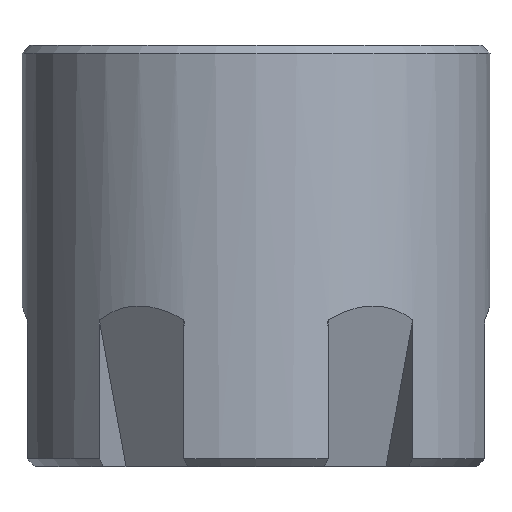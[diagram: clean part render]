
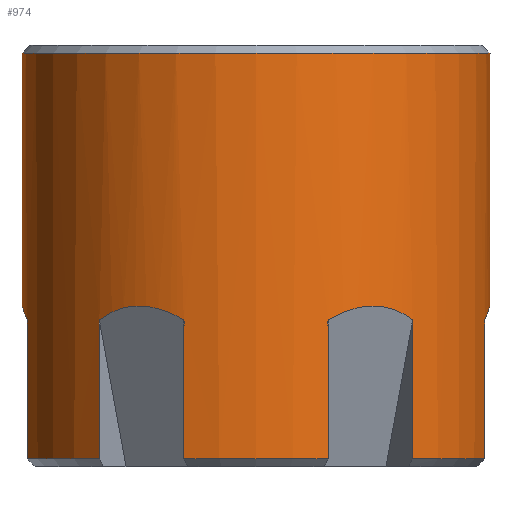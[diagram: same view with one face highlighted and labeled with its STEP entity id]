
A CAD part, left-side view. The second image highlights one B-rep face of the part: STEP entity #974.
In plain terms, the highlighted cylindrical face has radius 6 mm (diameter 12 mm), a full revolution.
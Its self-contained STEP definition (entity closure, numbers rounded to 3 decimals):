
#20=ELLIPSE('',#1030,17.543,6.);
#21=ELLIPSE('',#1034,17.543,6.);
#22=ELLIPSE('',#1043,17.543,6.);
#23=ELLIPSE('',#1052,17.543,6.);
#24=ELLIPSE('',#1059,17.543,6.);
#25=ELLIPSE('',#1062,17.543,6.);
#42=LINE('',#1313,#84);
#45=LINE('',#1322,#87);
#46=LINE('',#1324,#88);
#49=LINE('',#1333,#91);
#53=LINE('',#1389,#95);
#59=LINE('',#1408,#101);
#60=LINE('',#1416,#102);
#66=LINE('',#1432,#108);
#67=LINE('',#1440,#109);
#73=LINE('',#1456,#115);
#76=LINE('',#1469,#118);
#77=LINE('',#1474,#119);
#84=VECTOR('',#1091,1000.);
#87=VECTOR('',#1098,1000.);
#88=VECTOR('',#1101,1000.);
#91=VECTOR('',#1108,1000.);
#95=VECTOR('',#1180,1000.);
#101=VECTOR('',#1196,1000.);
#102=VECTOR('',#1207,1000.);
#108=VECTOR('',#1221,1000.);
#109=VECTOR('',#1232,1000.);
#115=VECTOR('',#1246,1000.);
#118=VECTOR('',#1263,1000.);
#119=VECTOR('',#1268,1000.);
#251=ORIENTED_EDGE('',*,*,#400,.F.);
#252=ORIENTED_EDGE('',*,*,#401,.T.);
#253=ORIENTED_EDGE('',*,*,#402,.T.);
#254=ORIENTED_EDGE('',*,*,#330,.F.);
#255=ORIENTED_EDGE('',*,*,#357,.F.);
#256=ORIENTED_EDGE('',*,*,#335,.T.);
#257=ORIENTED_EDGE('',*,*,#359,.T.);
#258=ORIENTED_EDGE('',*,*,#334,.F.);
#259=ORIENTED_EDGE('',*,*,#403,.F.);
#260=ORIENTED_EDGE('',*,*,#361,.T.);
#261=ORIENTED_EDGE('',*,*,#365,.T.);
#262=ORIENTED_EDGE('',*,*,#370,.F.);
#263=ORIENTED_EDGE('',*,*,#371,.F.);
#264=ORIENTED_EDGE('',*,*,#374,.T.);
#265=ORIENTED_EDGE('',*,*,#377,.T.);
#266=ORIENTED_EDGE('',*,*,#382,.F.);
#267=ORIENTED_EDGE('',*,*,#383,.F.);
#268=ORIENTED_EDGE('',*,*,#386,.T.);
#269=ORIENTED_EDGE('',*,*,#389,.T.);
#270=ORIENTED_EDGE('',*,*,#394,.F.);
#271=ORIENTED_EDGE('',*,*,#395,.F.);
#272=ORIENTED_EDGE('',*,*,#339,.T.);
#273=ORIENTED_EDGE('',*,*,#397,.T.);
#274=ORIENTED_EDGE('',*,*,#404,.F.);
#275=ORIENTED_EDGE('',*,*,#405,.F.);
#330=EDGE_CURVE('',#419,#417,#42,.T.);
#334=EDGE_CURVE('',#423,#421,#45,.T.);
#335=EDGE_CURVE('',#424,#425,#46,.T.);
#339=EDGE_CURVE('',#428,#429,#49,.T.);
#357=EDGE_CURVE('',#424,#419,#499,.T.);
#359=EDGE_CURVE('',#425,#421,#20,.T.);
#361=EDGE_CURVE('',#446,#447,#53,.T.);
#365=EDGE_CURVE('',#447,#450,#21,.T.);
#370=EDGE_CURVE('',#453,#450,#59,.T.);
#371=EDGE_CURVE('',#454,#453,#503,.T.);
#374=EDGE_CURVE('',#454,#456,#60,.T.);
#377=EDGE_CURVE('',#456,#458,#22,.T.);
#382=EDGE_CURVE('',#461,#458,#66,.T.);
#383=EDGE_CURVE('',#462,#461,#507,.T.);
#386=EDGE_CURVE('',#462,#464,#67,.T.);
#389=EDGE_CURVE('',#464,#466,#23,.T.);
#394=EDGE_CURVE('',#469,#466,#73,.T.);
#395=EDGE_CURVE('',#428,#469,#511,.T.);
#397=EDGE_CURVE('',#429,#470,#24,.T.);
#400=EDGE_CURVE('',#472,#472,#513,.T.);
#401=EDGE_CURVE('',#473,#474,#76,.T.);
#402=EDGE_CURVE('',#474,#417,#25,.T.);
#403=EDGE_CURVE('',#446,#423,#514,.T.);
#404=EDGE_CURVE('',#475,#470,#77,.T.);
#405=EDGE_CURVE('',#473,#475,#515,.T.);
#417=VERTEX_POINT('',#1308);
#419=VERTEX_POINT('',#1312);
#421=VERTEX_POINT('',#1317);
#423=VERTEX_POINT('',#1321);
#424=VERTEX_POINT('',#1325);
#425=VERTEX_POINT('',#1326);
#428=VERTEX_POINT('',#1334);
#429=VERTEX_POINT('',#1335);
#446=VERTEX_POINT('',#1390);
#447=VERTEX_POINT('',#1391);
#450=VERTEX_POINT('',#1399);
#453=VERTEX_POINT('',#1407);
#454=VERTEX_POINT('',#1411);
#456=VERTEX_POINT('',#1417);
#458=VERTEX_POINT('',#1423);
#461=VERTEX_POINT('',#1431);
#462=VERTEX_POINT('',#1435);
#464=VERTEX_POINT('',#1441);
#466=VERTEX_POINT('',#1447);
#469=VERTEX_POINT('',#1455);
#470=VERTEX_POINT('',#1462);
#472=VERTEX_POINT('',#1468);
#473=VERTEX_POINT('',#1470);
#474=VERTEX_POINT('',#1471);
#475=VERTEX_POINT('',#1475);
#499=CIRCLE('',#1026,6.);
#503=CIRCLE('',#1038,6.);
#507=CIRCLE('',#1047,6.);
#511=CIRCLE('',#1056,6.);
#513=CIRCLE('',#1061,6.);
#514=CIRCLE('',#1063,6.);
#515=CIRCLE('',#1064,6.);
#567=EDGE_LOOP('',(#251));
#568=EDGE_LOOP('',(#252,#253,#254,#255,#256,#257,#258,#259,#260,#261,#262,
#263,#264,#265,#266,#267,#268,#269,#270,#271,#272,#273,#274,#275));
#627=FACE_BOUND('',#567,.T.);
#628=FACE_BOUND('',#568,.T.);
#644=CYLINDRICAL_SURFACE('',#1060,6.);
#974=ADVANCED_FACE('',(#627,#628),#644,.T.);
#1026=AXIS2_PLACEMENT_3D('',#1382,#1167,#1168);
#1030=AXIS2_PLACEMENT_3D('',#1386,#1175,#1176);
#1034=AXIS2_PLACEMENT_3D('',#1398,#1187,#1188);
#1038=AXIS2_PLACEMENT_3D('',#1410,#1199,#1200);
#1043=AXIS2_PLACEMENT_3D('',#1422,#1212,#1213);
#1047=AXIS2_PLACEMENT_3D('',#1434,#1224,#1225);
#1052=AXIS2_PLACEMENT_3D('',#1446,#1237,#1238);
#1056=AXIS2_PLACEMENT_3D('',#1458,#1249,#1250);
#1059=AXIS2_PLACEMENT_3D('',#1461,#1255,#1256);
#1060=AXIS2_PLACEMENT_3D('',#1466,#1259,#1260);
#1061=AXIS2_PLACEMENT_3D('',#1467,#1261,#1262);
#1062=AXIS2_PLACEMENT_3D('',#1472,#1264,#1265);
#1063=AXIS2_PLACEMENT_3D('',#1473,#1266,#1267);
#1064=AXIS2_PLACEMENT_3D('',#1476,#1269,#1270);
#1091=DIRECTION('',(0.,0.,1.));
#1098=DIRECTION('',(0.,0.,1.));
#1101=DIRECTION('',(0.,0.,1.));
#1108=DIRECTION('',(0.,0.,1.));
#1167=DIRECTION('',(0.,0.,-1.));
#1168=DIRECTION('',(-1.,0.,0.));
#1175=DIRECTION('',(0.814,0.47,0.342));
#1176=DIRECTION('',(-0.296,-0.171,0.94));
#1180=DIRECTION('',(0.,0.,1.));
#1187=DIRECTION('',(0.,0.94,0.342));
#1188=DIRECTION('',(0.,-0.342,0.94));
#1196=DIRECTION('',(0.,0.,1.));
#1199=DIRECTION('',(0.,0.,-1.));
#1200=DIRECTION('',(-1.,0.,0.));
#1207=DIRECTION('',(0.,0.,1.));
#1212=DIRECTION('',(-0.814,0.47,0.342));
#1213=DIRECTION('',(0.296,-0.171,0.94));
#1221=DIRECTION('',(0.,0.,1.));
#1224=DIRECTION('',(0.,0.,-1.));
#1225=DIRECTION('',(-1.,0.,0.));
#1232=DIRECTION('',(0.,0.,1.));
#1237=DIRECTION('',(-0.814,-0.47,0.342));
#1238=DIRECTION('',(0.296,0.171,0.94));
#1246=DIRECTION('',(0.,0.,1.));
#1249=DIRECTION('',(0.,0.,-1.));
#1250=DIRECTION('',(-1.,0.,0.));
#1255=DIRECTION('',(0.,-0.94,0.342));
#1256=DIRECTION('',(0.,0.342,0.94));
#1259=DIRECTION('',(0.,0.,-1.));
#1260=DIRECTION('',(1.,0.,0.));
#1261=DIRECTION('',(0.,0.,1.));
#1262=DIRECTION('',(1.,0.,0.));
#1263=DIRECTION('',(0.,0.,1.));
#1264=DIRECTION('',(0.814,-0.47,0.342));
#1265=DIRECTION('',(-0.296,0.171,0.94));
#1266=DIRECTION('',(0.,0.,-1.));
#1267=DIRECTION('',(-1.,0.,0.));
#1268=DIRECTION('',(0.,0.,1.));
#1269=DIRECTION('',(0.,0.,-1.));
#1270=DIRECTION('',(-1.,0.,0.));
#1308=CARTESIAN_POINT('',(-5.707,1.852,3.76));
#1312=CARTESIAN_POINT('',(-5.707,1.852,0.2));
#1313=CARTESIAN_POINT('',(-5.707,1.852,0.));
#1317=CARTESIAN_POINT('',(-4.457,-4.017,3.76));
#1321=CARTESIAN_POINT('',(-4.457,-4.017,0.2));
#1322=CARTESIAN_POINT('',(-4.457,-4.017,0.));
#1324=CARTESIAN_POINT('',(-5.707,-1.852,0.));
#1325=CARTESIAN_POINT('',(-5.707,-1.852,0.2));
#1326=CARTESIAN_POINT('',(-5.707,-1.852,3.76));
#1333=CARTESIAN_POINT('',(1.25,5.868,0.));
#1334=CARTESIAN_POINT('',(1.25,5.868,0.2));
#1335=CARTESIAN_POINT('',(1.25,5.868,3.76));
#1382=CARTESIAN_POINT('',(0.,0.,0.2));
#1386=CARTESIAN_POINT('',(0.,0.,-12.364));
#1389=CARTESIAN_POINT('',(-1.25,-5.868,0.));
#1390=CARTESIAN_POINT('',(-1.25,-5.868,0.2));
#1391=CARTESIAN_POINT('',(-1.25,-5.868,3.76));
#1398=CARTESIAN_POINT('',(0.,0.,-12.364));
#1399=CARTESIAN_POINT('',(1.25,-5.868,3.76));
#1407=CARTESIAN_POINT('',(1.25,-5.868,0.2));
#1408=CARTESIAN_POINT('',(1.25,-5.868,0.));
#1410=CARTESIAN_POINT('',(0.,0.,0.2));
#1411=CARTESIAN_POINT('',(4.457,-4.017,0.2));
#1416=CARTESIAN_POINT('',(4.457,-4.017,0.));
#1417=CARTESIAN_POINT('',(4.457,-4.017,3.76));
#1422=CARTESIAN_POINT('',(0.,0.,-12.364));
#1423=CARTESIAN_POINT('',(5.707,-1.852,3.76));
#1431=CARTESIAN_POINT('',(5.707,-1.852,0.2));
#1432=CARTESIAN_POINT('',(5.707,-1.852,0.));
#1434=CARTESIAN_POINT('',(0.,0.,0.2));
#1435=CARTESIAN_POINT('',(5.707,1.852,0.2));
#1440=CARTESIAN_POINT('',(5.707,1.852,0.));
#1441=CARTESIAN_POINT('',(5.707,1.852,3.76));
#1446=CARTESIAN_POINT('',(0.,0.,-12.364));
#1447=CARTESIAN_POINT('',(4.457,4.017,3.76));
#1455=CARTESIAN_POINT('',(4.457,4.017,0.2));
#1456=CARTESIAN_POINT('',(4.457,4.017,0.));
#1458=CARTESIAN_POINT('',(0.,0.,0.2));
#1461=CARTESIAN_POINT('',(0.,0.,-12.364));
#1462=CARTESIAN_POINT('',(-1.25,5.868,3.76));
#1466=CARTESIAN_POINT('',(0.,0.,0.));
#1467=CARTESIAN_POINT('',(0.,0.,10.6));
#1468=CARTESIAN_POINT('',(6.,0.,10.6));
#1469=CARTESIAN_POINT('',(-4.457,4.017,0.));
#1470=CARTESIAN_POINT('',(-4.457,4.017,0.2));
#1471=CARTESIAN_POINT('',(-4.457,4.017,3.76));
#1472=CARTESIAN_POINT('',(0.,0.,-12.364));
#1473=CARTESIAN_POINT('',(0.,0.,0.2));
#1474=CARTESIAN_POINT('',(-1.25,5.868,0.));
#1475=CARTESIAN_POINT('',(-1.25,5.868,0.2));
#1476=CARTESIAN_POINT('',(0.,0.,0.2));
